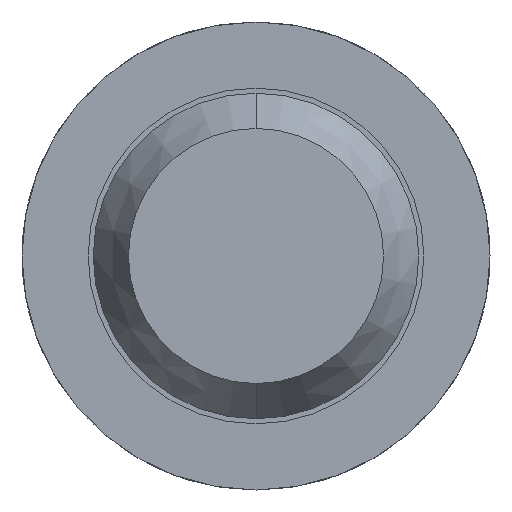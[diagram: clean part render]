
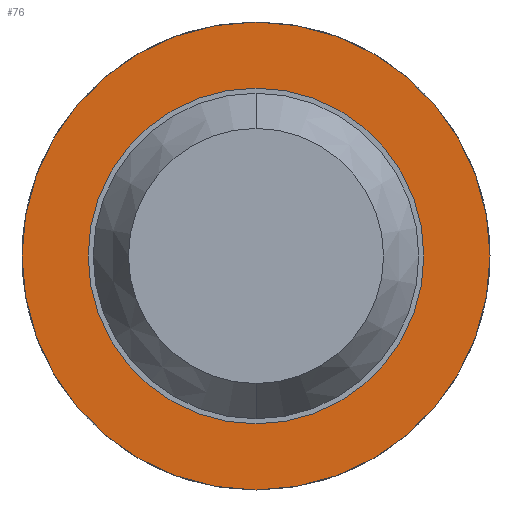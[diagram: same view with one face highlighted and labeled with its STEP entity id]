
A CAD part, front view. The second image highlights one B-rep face of the part: STEP entity #76.
In plain terms, the highlighted planar face has unit normal (0, -1, 0).
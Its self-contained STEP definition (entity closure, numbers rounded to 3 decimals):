
#9 = CARTESIAN_POINT ( 'NONE',  ( 0.825, -1.7, 0. ) ) ;
#76 = ADVANCED_FACE ( 'Defeature ausgef�hrt1_14', ( #1946, #2177 ), #3160, .F. ) ;
#486 = ORIENTED_EDGE ( 'NONE', *, *, #2473, .F. ) ;
#608 = CIRCLE ( 'NONE', #3893, 0.825 ) ;
#670 = ORIENTED_EDGE ( 'NONE', *, *, #2972, .T. ) ;
#763 = EDGE_CURVE ( 'Defeature ausgef�hrt1_7+Defeature ausgef�hrt1_14+Defeature ausgef�hrt1_14+Defeature ausgef�hrt1_14', #3895, #4134, #3191, .T. ) ;
#1025 = VERTEX_POINT ( 'NONE', #1187 ) ;
#1046 = EDGE_LOOP ( 'NONE', ( #670, #1098 ) ) ;
#1095 = EDGE_CURVE ( 'Defeature ausgef�hrt1_14+Defeature ausgef�hrt1_13+Defeature ausgef�hrt1_13+Defeature ausgef�hrt1_13', #3349, #1025, #3127, .T. ) ;
#1098 = ORIENTED_EDGE ( 'NONE', *, *, #1095, .T. ) ;
#1174 = CIRCLE ( 'NONE', #3513, 1.15 ) ;
#1187 = CARTESIAN_POINT ( 'NONE',  ( 0., -1.7, 0.825 ) ) ;
#1475 = DIRECTION ( 'NONE',  ( 0., 0., 1. ) ) ;
#1555 = CARTESIAN_POINT ( 'NONE',  ( 0., -1.7, 0. ) ) ;
#1665 = CARTESIAN_POINT ( 'NONE',  ( 0., -1.7, 0. ) ) ;
#1723 = AXIS2_PLACEMENT_3D ( 'NONE', #2806, #2113, #4108 ) ;
#1897 = CARTESIAN_POINT ( 'NONE',  ( 0., -1.7, 1.15 ) ) ;
#1946 = FACE_OUTER_BOUND ( 'NONE', #2896, .T. ) ;
#2113 = DIRECTION ( 'NONE',  ( 0., 1., 0. ) ) ;
#2177 = FACE_BOUND ( 'NONE', #1046, .T. ) ;
#2255 = AXIS2_PLACEMENT_3D ( 'NONE', #1555, #2499, #1475 ) ;
#2469 = CARTESIAN_POINT ( 'NONE',  ( 0., -1.7, 0. ) ) ;
#2473 = EDGE_CURVE ( 'Defeature ausgef�hrt1_7+Defeature ausgef�hrt1_14+Defeature ausgef�hrt1_14+Defeature ausgef�hrt1_14', #4134, #3895, #1174, .T. ) ;
#2499 = DIRECTION ( 'NONE',  ( 0., 1., 0. ) ) ;
#2624 = DIRECTION ( 'NONE',  ( 0., 0., 1. ) ) ;
#2782 = DIRECTION ( 'NONE',  ( 0., 1., 0. ) ) ;
#2806 = CARTESIAN_POINT ( 'NONE',  ( 0., -1.7, 0. ) ) ;
#2896 = EDGE_LOOP ( 'NONE', ( #3623, #486 ) ) ;
#2972 = EDGE_CURVE ( 'Defeature ausgef�hrt1_14+Defeature ausgef�hrt1_13+Defeature ausgef�hrt1_13+Defeature ausgef�hrt1_13', #1025, #3349, #608, .T. ) ;
#3017 = CARTESIAN_POINT ( 'NONE',  ( 0., -1.7, -0.825 ) ) ;
#3127 = CIRCLE ( 'NONE', #2255, 0.825 ) ;
#3160 = PLANE ( 'NONE',  #3721 ) ;
#3181 = DIRECTION ( 'NONE',  ( 0., 0., 1. ) ) ;
#3191 = CIRCLE ( 'NONE', #1723, 1.15 ) ;
#3278 = DIRECTION ( 'NONE',  ( 0., 1., 0. ) ) ;
#3349 = VERTEX_POINT ( 'NONE', #3017 ) ;
#3495 = DIRECTION ( 'NONE',  ( 0., 0., 1. ) ) ;
#3513 = AXIS2_PLACEMENT_3D ( 'NONE', #2469, #2782, #3495 ) ;
#3623 = ORIENTED_EDGE ( 'NONE', *, *, #763, .F. ) ;
#3721 = AXIS2_PLACEMENT_3D ( 'NONE', #9, #4103, #3181 ) ;
#3884 = CARTESIAN_POINT ( 'NONE',  ( 0., -1.7, -1.15 ) ) ;
#3893 = AXIS2_PLACEMENT_3D ( 'NONE', #1665, #3278, #2624 ) ;
#3895 = VERTEX_POINT ( 'NONE', #1897 ) ;
#4103 = DIRECTION ( 'NONE',  ( 0., 1., 0. ) ) ;
#4108 = DIRECTION ( 'NONE',  ( 0., 0., 1. ) ) ;
#4134 = VERTEX_POINT ( 'NONE', #3884 ) ;
